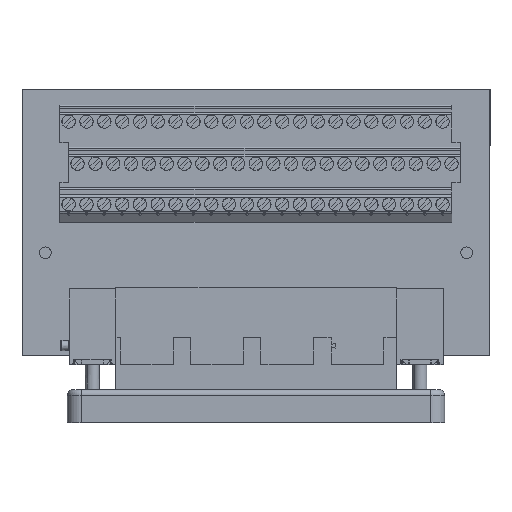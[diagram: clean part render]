
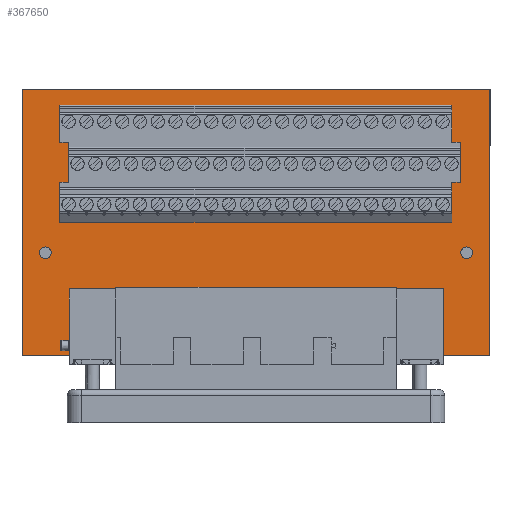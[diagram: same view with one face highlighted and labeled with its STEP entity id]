
A CAD part, top view. The second image highlights one B-rep face of the part: STEP entity #367650.
In plain terms, the highlighted face is planar.
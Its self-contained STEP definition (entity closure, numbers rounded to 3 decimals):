
#58160=CARTESIAN_POINT('',(-475.539,-24.44,
99.333));
#58170=VERTEX_POINT('',#58160);
#58220=CARTESIAN_POINT('',(-475.539,-24.44,
9.403));
#58230=DIRECTION('',(0.,0.,1.));
#58240=VECTOR('',#58230,1.);
#58250=LINE('',#58220,#58240);
#58650=CARTESIAN_POINT('',(-475.539,-24.44,
19.403));
#58660=VERTEX_POINT('',#58650);
#58690=CARTESIAN_POINT('',(-475.539,-24.44,
9.403));
#58700=VERTEX_POINT('',#58690);
#58710=EDGE_CURVE('',#58700,#58660,#58250,.T.);
#58930=CARTESIAN_POINT('',(-475.539,-24.44,
109.403));
#58940=VERTEX_POINT('',#58930);
#58970=EDGE_CURVE('',#58170,#58940,#58250,.T.);
#59180=CARTESIAN_POINT('',(-418.539,-24.44,
9.403));
#59190=VERTEX_POINT('',#59180);
#59310=CARTESIAN_POINT('',(-418.539,-24.44,
9.403));
#59320=DIRECTION('',(-1.,0.,0.));
#59330=VECTOR('',#59320,1.);
#59340=LINE('',#59310,#59330);
#59350=EDGE_CURVE('',#59190,#58700,#59340,.T.);
#59560=CARTESIAN_POINT('',(-418.539,-24.44,
109.403));
#59570=VERTEX_POINT('',#59560);
#59690=CARTESIAN_POINT('',(-418.539,-24.44,
109.403));
#59700=DIRECTION('',(0.,0.,-1.));
#59710=VECTOR('',#59700,1.);
#59720=LINE('',#59690,#59710);
#59730=EDGE_CURVE('',#59570,#59190,#59720,.T.);
#59980=CARTESIAN_POINT('',(-475.539,-24.44,
109.403));
#59990=DIRECTION('',(1.,0.,0.));
#60000=VECTOR('',#59990,1.);
#60010=LINE('',#59980,#60000);
#60020=EDGE_CURVE('',#58940,#59570,#60010,.T.);
#61000=CARTESIAN_POINT('',(-452.289,-24.44,
104.403));
#61010=VERTEX_POINT('',#61000);
#61040=CARTESIAN_POINT('',(-453.539,-24.44,
104.403));
#61050=DIRECTION('',(0.,1.,0.));
#61060=DIRECTION('',(-1.,0.,0.));
#61070=AXIS2_PLACEMENT_3D('',#61040,#61050,#61060);
#61080=CIRCLE('',#61070,1.25);
#61090=CARTESIAN_POINT('',(-454.789,-24.44,
104.403));
#61100=VERTEX_POINT('',#61090);
#61110=EDGE_CURVE('',#61010,#61100,#61080,.T.);
#62330=CARTESIAN_POINT('',(-452.289,-24.44,
14.403));
#62340=VERTEX_POINT('',#62330);
#62370=CARTESIAN_POINT('',(-453.539,-24.44,
14.403));
#62380=DIRECTION('',(0.,1.,0.));
#62390=DIRECTION('',(-1.,0.,0.));
#62400=AXIS2_PLACEMENT_3D('',#62370,#62380,#62390);
#62410=CIRCLE('',#62400,1.25);
#62420=CARTESIAN_POINT('',(-454.789,-24.44,
14.403));
#62430=VERTEX_POINT('',#62420);
#62440=EDGE_CURVE('',#62340,#62430,#62410,.T.);
#249710=CARTESIAN_POINT('',(0.,-24.44,99.333));
#249720=DIRECTION('',(-1.,0.,0.));
#249730=VECTOR('',#249720,1.);
#249740=LINE('',#249710,#249730);
#249750=CARTESIAN_POINT('',(-461.299,-24.44,
99.333));
#249760=VERTEX_POINT('',#249750);
#249770=EDGE_CURVE('',#249760,#58170,#249740,.T.);
#336200=CARTESIAN_POINT('',(-460.979,-24.44,
29.368));
#336210=VERTEX_POINT('',#336200);
#336240=CARTESIAN_POINT('',(0.,-24.44,29.368));
#336250=DIRECTION('',(1.,0.,0.));
#336260=VECTOR('',#336250,1.);
#336270=LINE('',#336240,#336260);
#336280=CARTESIAN_POINT('',(-461.299,-24.44,
29.368));
#336290=VERTEX_POINT('',#336280);
#336300=EDGE_CURVE('',#336290,#336210,#336270,.T.);
#366070=CARTESIAN_POINT('',(-110.71,-24.44,
-17.72));
#366080=DIRECTION('',(0.,-1.,0.));
#366090=DIRECTION('',(1.,0.,0.));
#366100=AXIS2_PLACEMENT_3D('',#366070,#366080,#366090);
#366110=PLANE('',#366100);
#366120=EDGE_CURVE('',#61100,#61010,#61080,.T.);
#366130=ORIENTED_EDGE('',*,*,#366120,.T.);
#366140=ORIENTED_EDGE('',*,*,#61110,.T.);
#366150=EDGE_LOOP('',(#366140,#366130));
#366160=FACE_BOUND('',#366150,.T.);
#366170=CARTESIAN_POINT('',(0.,-24.44,101.343));
#366180=DIRECTION('',(1.,0.,0.));
#366190=VECTOR('',#366180,1.);
#366200=LINE('',#366170,#366190);
#366210=CARTESIAN_POINT('',(-429.969,-24.44,
101.343));
#366220=VERTEX_POINT('',#366210);
#366230=CARTESIAN_POINT('',(-421.969,-24.44,
101.343));
#366240=VERTEX_POINT('',#366230);
#366250=EDGE_CURVE('',#366220,#366240,#366200,.T.);
#366260=ORIENTED_EDGE('',*,*,#366250,.T.);
#366270=CARTESIAN_POINT('',(-429.969,-24.44,0.));
#366280=DIRECTION('',(0.,0.,1.));
#366290=VECTOR('',#366280,1.);
#366300=LINE('',#366270,#366290);
#366310=CARTESIAN_POINT('',(-429.969,-24.44,
99.438));
#366320=VERTEX_POINT('',#366310);
#366330=EDGE_CURVE('',#366320,#366220,#366300,.T.);
#366340=ORIENTED_EDGE('',*,*,#366330,.T.);
#366350=CARTESIAN_POINT('',(0.,-24.44,99.438));
#366360=DIRECTION('',(-1.,0.,0.));
#366370=VECTOR('',#366360,1.);
#366380=LINE('',#366350,#366370);
#366390=CARTESIAN_POINT('',(-438.469,-24.44,
99.438));
#366400=VERTEX_POINT('',#366390);
#366410=EDGE_CURVE('',#366320,#366400,#366380,.T.);
#366420=ORIENTED_EDGE('',*,*,#366410,.F.);
#366430=CARTESIAN_POINT('',(-438.469,-24.44,0.));
#366440=DIRECTION('',(0.,0.,1.));
#366450=VECTOR('',#366440,1.);
#366460=LINE('',#366430,#366450);
#366470=CARTESIAN_POINT('',(-438.469,-24.44,
101.343));
#366480=VERTEX_POINT('',#366470);
#366490=EDGE_CURVE('',#366400,#366480,#366460,.T.);
#366500=ORIENTED_EDGE('',*,*,#366490,.F.);
#366510=CARTESIAN_POINT('',(0.,-24.44,101.343));
#366520=DIRECTION('',(-1.,0.,0.));
#366530=VECTOR('',#366520,1.);
#366540=LINE('',#366510,#366530);
#366550=CARTESIAN_POINT('',(-446.969,-24.44,
101.343));
#366560=VERTEX_POINT('',#366550);
#366570=EDGE_CURVE('',#366480,#366560,#366540,.T.);
#366580=ORIENTED_EDGE('',*,*,#366570,.F.);
#366590=CARTESIAN_POINT('',(-446.969,-24.44,0.));
#366600=DIRECTION('',(0.,0.,-1.));
#366610=VECTOR('',#366600,1.);
#366620=LINE('',#366590,#366610);
#366630=CARTESIAN_POINT('',(-446.969,-24.44,
17.623));
#366640=VERTEX_POINT('',#366630);
#366650=EDGE_CURVE('',#366560,#366640,#366620,.T.);
#366660=ORIENTED_EDGE('',*,*,#366650,.F.);
#366670=CARTESIAN_POINT('',(0.,-24.44,17.623));
#366680=DIRECTION('',(1.,0.,0.));
#366690=VECTOR('',#366680,1.);
#366700=LINE('',#366670,#366690);
#366710=CARTESIAN_POINT('',(-438.469,-24.44,
17.623));
#366720=VERTEX_POINT('',#366710);
#366730=EDGE_CURVE('',#366640,#366720,#366700,.T.);
#366740=ORIENTED_EDGE('',*,*,#366730,.F.);
#366750=CARTESIAN_POINT('',(-438.469,-24.44,0.));
#366760=DIRECTION('',(0.,0.,1.));
#366770=VECTOR('',#366760,1.);
#366780=LINE('',#366750,#366770);
#366790=CARTESIAN_POINT('',(-438.469,-24.44,
15.718));
#366800=VERTEX_POINT('',#366790);
#366810=EDGE_CURVE('',#366800,#366720,#366780,.T.);
#366820=ORIENTED_EDGE('',*,*,#366810,.T.);
#366830=CARTESIAN_POINT('',(0.,-24.44,15.718));
#366840=DIRECTION('',(1.,0.,0.));
#366850=VECTOR('',#366840,1.);
#366860=LINE('',#366830,#366850);
#366870=CARTESIAN_POINT('',(-429.969,-24.44,
15.718));
#366880=VERTEX_POINT('',#366870);
#366890=EDGE_CURVE('',#366800,#366880,#366860,.T.);
#366900=ORIENTED_EDGE('',*,*,#366890,.F.);
#366910=CARTESIAN_POINT('',(-429.969,-24.44,0.));
#366920=DIRECTION('',(0.,0.,1.));
#366930=VECTOR('',#366920,1.);
#366940=LINE('',#366910,#366930);
#366950=CARTESIAN_POINT('',(-429.969,-24.44,
17.623));
#366960=VERTEX_POINT('',#366950);
#366970=EDGE_CURVE('',#366880,#366960,#366940,.T.);
#366980=ORIENTED_EDGE('',*,*,#366970,.F.);
#366990=CARTESIAN_POINT('',(0.,-24.44,17.623));
#367000=DIRECTION('',(1.,0.,0.));
#367010=VECTOR('',#367000,1.);
#367020=LINE('',#366990,#367010);
#367030=CARTESIAN_POINT('',(-421.969,-24.44,
17.623));
#367040=VERTEX_POINT('',#367030);
#367050=EDGE_CURVE('',#366960,#367040,#367020,.T.);
#367060=ORIENTED_EDGE('',*,*,#367050,.F.);
#367070=CARTESIAN_POINT('',(-421.969,-24.44,0.));
#367080=DIRECTION('',(0.,0.,1.));
#367090=VECTOR('',#367080,1.);
#367100=LINE('',#367070,#367090);
#367110=EDGE_CURVE('',#367040,#366240,#367100,.T.);
#367120=ORIENTED_EDGE('',*,*,#367110,.F.);
#367130=EDGE_LOOP('',(#367120,#367060,#366980,#366900,#366820,#366740,
#366660,#366580,#366500,#366420,#366340,#366260));
#367140=FACE_BOUND('',#367130,.T.);
#367150=EDGE_CURVE('',#62430,#62340,#62410,.T.);
#367160=ORIENTED_EDGE('',*,*,#367150,.T.);
#367170=ORIENTED_EDGE('',*,*,#62440,.T.);
#367180=EDGE_LOOP('',(#367170,#367160));
#367190=FACE_BOUND('',#367180,.T.);
#367200=ORIENTED_EDGE('',*,*,#58970,.F.);
#367210=ORIENTED_EDGE('',*,*,#60020,.F.);
#367220=ORIENTED_EDGE('',*,*,#59730,.F.);
#367230=ORIENTED_EDGE('',*,*,#59350,.F.);
#367240=ORIENTED_EDGE('',*,*,#58710,.F.);
#367250=CARTESIAN_POINT('',(0.,-24.44,19.403));
#367260=DIRECTION('',(-1.,0.,0.));
#367270=VECTOR('',#367260,1.);
#367280=LINE('',#367250,#367270);
#367290=CARTESIAN_POINT('',(-461.299,-24.44,
19.403));
#367300=VERTEX_POINT('',#367290);
#367310=EDGE_CURVE('',#367300,#58660,#367280,.T.);
#367320=ORIENTED_EDGE('',*,*,#367310,.T.);
#367330=CARTESIAN_POINT('',(-461.299,-24.44,0.));
#367340=DIRECTION('',(0.,0.,1.));
#367350=VECTOR('',#367340,1.);
#367360=LINE('',#367330,#367350);
#367370=EDGE_CURVE('',#367300,#336290,#367360,.T.);
#367380=ORIENTED_EDGE('',*,*,#367370,.F.);
#367390=ORIENTED_EDGE('',*,*,#336300,.F.);
#367400=CARTESIAN_POINT('',(-460.979,-24.44,0.));
#367410=DIRECTION('',(0.,0.,1.));
#367420=VECTOR('',#367410,1.);
#367430=LINE('',#367400,#367420);
#367440=CARTESIAN_POINT('',(-460.979,-24.44,
89.368));
#367450=VERTEX_POINT('',#367440);
#367460=EDGE_CURVE('',#336210,#367450,#367430,.T.);
#367470=ORIENTED_EDGE('',*,*,#367460,.F.);
#367480=CARTESIAN_POINT('',(0.,-24.44,89.368));
#367490=DIRECTION('',(-1.,0.,0.));
#367500=VECTOR('',#367490,1.);
#367510=LINE('',#367480,#367500);
#367520=CARTESIAN_POINT('',(-461.299,-24.44,
89.368));
#367530=VERTEX_POINT('',#367520);
#367540=EDGE_CURVE('',#367450,#367530,#367510,.T.);
#367550=ORIENTED_EDGE('',*,*,#367540,.F.);
#367560=CARTESIAN_POINT('',(-461.299,-24.44,0.));
#367570=DIRECTION('',(0.,0.,1.));
#367580=VECTOR('',#367570,1.);
#367590=LINE('',#367560,#367580);
#367600=EDGE_CURVE('',#367530,#249760,#367590,.T.);
#367610=ORIENTED_EDGE('',*,*,#367600,.F.);
#367620=ORIENTED_EDGE('',*,*,#249770,.F.);
#367630=EDGE_LOOP('',(#367620,#367610,#367550,#367470,#367390,#367380,
#367320,#367240,#367230,#367220,#367210,#367200));
#367640=FACE_OUTER_BOUND('',#367630,.T.);
#367650=ADVANCED_FACE('',(#366160,#367140,#367190,#367640),#366110,.T.);
